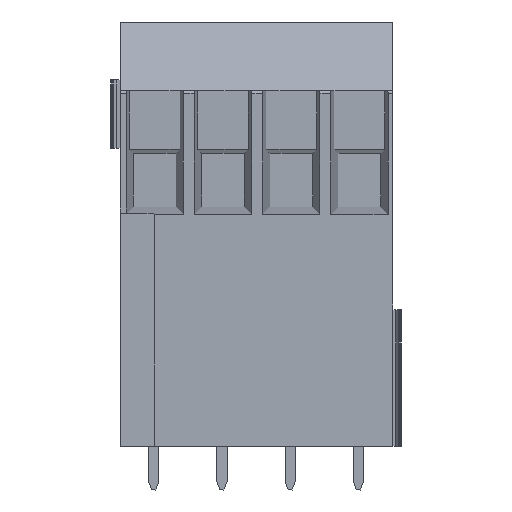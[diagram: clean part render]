
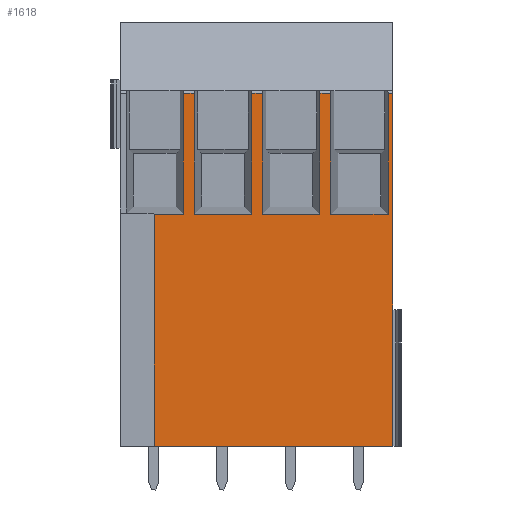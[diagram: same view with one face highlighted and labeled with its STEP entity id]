
A CAD part, front view. The second image highlights one B-rep face of the part: STEP entity #1618.
In plain terms, the highlighted planar face has unit normal (0, -1, 0).
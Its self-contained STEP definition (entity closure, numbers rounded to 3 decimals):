
#975=AXIS2_PLACEMENT_3D('Plane Axis2P3D',#972,#973,#974) ;
#972=CARTESIAN_POINT('Axis2P3D Location',(0.68,0.,29.06)) ;
#1450=CARTESIAN_POINT('Vertex',(20.68,0.,29.06)) ;
#1453=CARTESIAN_POINT('Line Origine',(20.68,0.,16.13)) ;
#1457=CARTESIAN_POINT('Vertex',(20.68,0.,3.2)) ;
#1481=CARTESIAN_POINT('Line Origine',(11.93,0.,3.2)) ;
#1485=CARTESIAN_POINT('Vertex',(3.18,0.,3.2)) ;
#1488=CARTESIAN_POINT('Line Origine',(20.5,0.,29.06)) ;
#1492=CARTESIAN_POINT('Vertex',(20.32,0.,29.06)) ;
#1495=CARTESIAN_POINT('Line Origine',(20.32,0.,24.63)) ;
#1499=CARTESIAN_POINT('Vertex',(20.32,0.,20.2)) ;
#1502=CARTESIAN_POINT('Line Origine',(18.22,0.,20.2)) ;
#1506=CARTESIAN_POINT('Vertex',(16.12,0.,20.2)) ;
#1509=CARTESIAN_POINT('Line Origine',(16.12,0.,24.63)) ;
#1513=CARTESIAN_POINT('Vertex',(16.12,0.,29.06)) ;
#1516=CARTESIAN_POINT('Line Origine',(15.72,0.,29.06)) ;
#1520=CARTESIAN_POINT('Vertex',(15.32,0.,29.06)) ;
#1523=CARTESIAN_POINT('Line Origine',(15.32,0.,24.63)) ;
#1527=CARTESIAN_POINT('Vertex',(15.32,0.,20.2)) ;
#1530=CARTESIAN_POINT('Line Origine',(13.22,0.,20.2)) ;
#1534=CARTESIAN_POINT('Vertex',(11.12,0.,20.2)) ;
#1537=CARTESIAN_POINT('Line Origine',(11.12,0.,24.63)) ;
#1541=CARTESIAN_POINT('Vertex',(11.12,0.,29.06)) ;
#1544=CARTESIAN_POINT('Line Origine',(10.72,0.,29.06)) ;
#1548=CARTESIAN_POINT('Vertex',(10.32,0.,29.06)) ;
#1551=CARTESIAN_POINT('Line Origine',(10.32,0.,24.63)) ;
#1555=CARTESIAN_POINT('Vertex',(10.32,0.,20.2)) ;
#1558=CARTESIAN_POINT('Line Origine',(8.22,0.,20.2)) ;
#1562=CARTESIAN_POINT('Vertex',(6.12,0.,20.2)) ;
#1565=CARTESIAN_POINT('Line Origine',(6.12,0.,24.63)) ;
#1569=CARTESIAN_POINT('Vertex',(6.12,0.,29.06)) ;
#1572=CARTESIAN_POINT('Line Origine',(5.72,0.,29.06)) ;
#1576=CARTESIAN_POINT('Vertex',(5.32,0.,29.06)) ;
#1579=CARTESIAN_POINT('Line Origine',(5.32,0.,24.63)) ;
#1583=CARTESIAN_POINT('Vertex',(5.32,0.,20.2)) ;
#1586=CARTESIAN_POINT('Line Origine',(4.25,0.,20.2)) ;
#1590=CARTESIAN_POINT('Vertex',(3.18,0.,20.2)) ;
#1593=CARTESIAN_POINT('Line Origine',(3.18,0.,11.7)) ;
#973=DIRECTION('Axis2P3D Direction',(0.,-1.,0.)) ;
#974=DIRECTION('Axis2P3D XDirection',(0.,0.,-1.)) ;
#1454=DIRECTION('Vector Direction',(0.,0.,-1.)) ;
#1482=DIRECTION('Vector Direction',(1.,0.,0.)) ;
#1489=DIRECTION('Vector Direction',(1.,0.,0.)) ;
#1496=DIRECTION('Vector Direction',(0.,0.,-1.)) ;
#1503=DIRECTION('Vector Direction',(-1.,0.,0.)) ;
#1510=DIRECTION('Vector Direction',(0.,0.,-1.)) ;
#1517=DIRECTION('Vector Direction',(1.,0.,0.)) ;
#1524=DIRECTION('Vector Direction',(0.,0.,-1.)) ;
#1531=DIRECTION('Vector Direction',(-1.,0.,0.)) ;
#1538=DIRECTION('Vector Direction',(0.,0.,1.)) ;
#1545=DIRECTION('Vector Direction',(1.,0.,0.)) ;
#1552=DIRECTION('Vector Direction',(0.,0.,-1.)) ;
#1559=DIRECTION('Vector Direction',(-1.,0.,0.)) ;
#1566=DIRECTION('Vector Direction',(0.,0.,1.)) ;
#1573=DIRECTION('Vector Direction',(1.,0.,0.)) ;
#1580=DIRECTION('Vector Direction',(0.,0.,-1.)) ;
#1587=DIRECTION('Vector Direction',(-1.,0.,0.)) ;
#1594=DIRECTION('Vector Direction',(0.,0.,1.)) ;
#1455=VECTOR('Line Direction',#1454,1.) ;
#1483=VECTOR('Line Direction',#1482,1.) ;
#1490=VECTOR('Line Direction',#1489,1.) ;
#1497=VECTOR('Line Direction',#1496,1.) ;
#1504=VECTOR('Line Direction',#1503,1.) ;
#1511=VECTOR('Line Direction',#1510,1.) ;
#1518=VECTOR('Line Direction',#1517,1.) ;
#1525=VECTOR('Line Direction',#1524,1.) ;
#1532=VECTOR('Line Direction',#1531,1.) ;
#1539=VECTOR('Line Direction',#1538,1.) ;
#1546=VECTOR('Line Direction',#1545,1.) ;
#1553=VECTOR('Line Direction',#1552,1.) ;
#1560=VECTOR('Line Direction',#1559,1.) ;
#1567=VECTOR('Line Direction',#1566,1.) ;
#1574=VECTOR('Line Direction',#1573,1.) ;
#1581=VECTOR('Line Direction',#1580,1.) ;
#1588=VECTOR('Line Direction',#1587,1.) ;
#1595=VECTOR('Line Direction',#1594,1.) ;
#1599=ORIENTED_EDGE('',*,*,#1487,.T.) ;
#1600=ORIENTED_EDGE('',*,*,#1459,.T.) ;
#1601=ORIENTED_EDGE('',*,*,#1494,.F.) ;
#1602=ORIENTED_EDGE('',*,*,#1501,.T.) ;
#1603=ORIENTED_EDGE('',*,*,#1508,.T.) ;
#1604=ORIENTED_EDGE('',*,*,#1515,.F.) ;
#1605=ORIENTED_EDGE('',*,*,#1522,.F.) ;
#1606=ORIENTED_EDGE('',*,*,#1529,.T.) ;
#1607=ORIENTED_EDGE('',*,*,#1536,.T.) ;
#1608=ORIENTED_EDGE('',*,*,#1543,.T.) ;
#1609=ORIENTED_EDGE('',*,*,#1550,.F.) ;
#1610=ORIENTED_EDGE('',*,*,#1557,.T.) ;
#1611=ORIENTED_EDGE('',*,*,#1564,.T.) ;
#1612=ORIENTED_EDGE('',*,*,#1571,.T.) ;
#1613=ORIENTED_EDGE('',*,*,#1578,.F.) ;
#1614=ORIENTED_EDGE('',*,*,#1585,.T.) ;
#1615=ORIENTED_EDGE('',*,*,#1592,.T.) ;
#1616=ORIENTED_EDGE('',*,*,#1597,.F.) ;
#1618=ADVANCED_FACE('HOUSING',(#1617),#976,.T.) ;
#1459=EDGE_CURVE('',#1458,#1451,#1456,.F.) ;
#1487=EDGE_CURVE('',#1486,#1458,#1484,.T.) ;
#1494=EDGE_CURVE('',#1493,#1451,#1491,.T.) ;
#1501=EDGE_CURVE('',#1493,#1500,#1498,.T.) ;
#1508=EDGE_CURVE('',#1500,#1507,#1505,.T.) ;
#1515=EDGE_CURVE('',#1514,#1507,#1512,.T.) ;
#1522=EDGE_CURVE('',#1521,#1514,#1519,.T.) ;
#1529=EDGE_CURVE('',#1521,#1528,#1526,.T.) ;
#1536=EDGE_CURVE('',#1528,#1535,#1533,.T.) ;
#1543=EDGE_CURVE('',#1535,#1542,#1540,.T.) ;
#1550=EDGE_CURVE('',#1549,#1542,#1547,.T.) ;
#1557=EDGE_CURVE('',#1549,#1556,#1554,.T.) ;
#1564=EDGE_CURVE('',#1556,#1563,#1561,.T.) ;
#1571=EDGE_CURVE('',#1563,#1570,#1568,.T.) ;
#1578=EDGE_CURVE('',#1577,#1570,#1575,.T.) ;
#1585=EDGE_CURVE('',#1577,#1584,#1582,.T.) ;
#1592=EDGE_CURVE('',#1584,#1591,#1589,.T.) ;
#1597=EDGE_CURVE('',#1486,#1591,#1596,.T.) ;
#1598=EDGE_LOOP('',(#1599,#1600,#1601,#1602,#1603,#1604,#1605,#1606,#1607,#1608,#1609,#1610,#1611,#1612,#1613,#1614,#1615,#1616)) ;
#1617=FACE_OUTER_BOUND('',#1598,.T.) ;
#1456=LINE('Line',#1453,#1455) ;
#1484=LINE('Line',#1481,#1483) ;
#1491=LINE('Line',#1488,#1490) ;
#1498=LINE('Line',#1495,#1497) ;
#1505=LINE('Line',#1502,#1504) ;
#1512=LINE('Line',#1509,#1511) ;
#1519=LINE('Line',#1516,#1518) ;
#1526=LINE('Line',#1523,#1525) ;
#1533=LINE('Line',#1530,#1532) ;
#1540=LINE('Line',#1537,#1539) ;
#1547=LINE('Line',#1544,#1546) ;
#1554=LINE('Line',#1551,#1553) ;
#1561=LINE('Line',#1558,#1560) ;
#1568=LINE('Line',#1565,#1567) ;
#1575=LINE('Line',#1572,#1574) ;
#1582=LINE('Line',#1579,#1581) ;
#1589=LINE('Line',#1586,#1588) ;
#1596=LINE('Line',#1593,#1595) ;
#976=PLANE('',#975) ;
#1451=VERTEX_POINT('',#1450) ;
#1458=VERTEX_POINT('',#1457) ;
#1486=VERTEX_POINT('',#1485) ;
#1493=VERTEX_POINT('',#1492) ;
#1500=VERTEX_POINT('',#1499) ;
#1507=VERTEX_POINT('',#1506) ;
#1514=VERTEX_POINT('',#1513) ;
#1521=VERTEX_POINT('',#1520) ;
#1528=VERTEX_POINT('',#1527) ;
#1535=VERTEX_POINT('',#1534) ;
#1542=VERTEX_POINT('',#1541) ;
#1549=VERTEX_POINT('',#1548) ;
#1556=VERTEX_POINT('',#1555) ;
#1563=VERTEX_POINT('',#1562) ;
#1570=VERTEX_POINT('',#1569) ;
#1577=VERTEX_POINT('',#1576) ;
#1584=VERTEX_POINT('',#1583) ;
#1591=VERTEX_POINT('',#1590) ;
